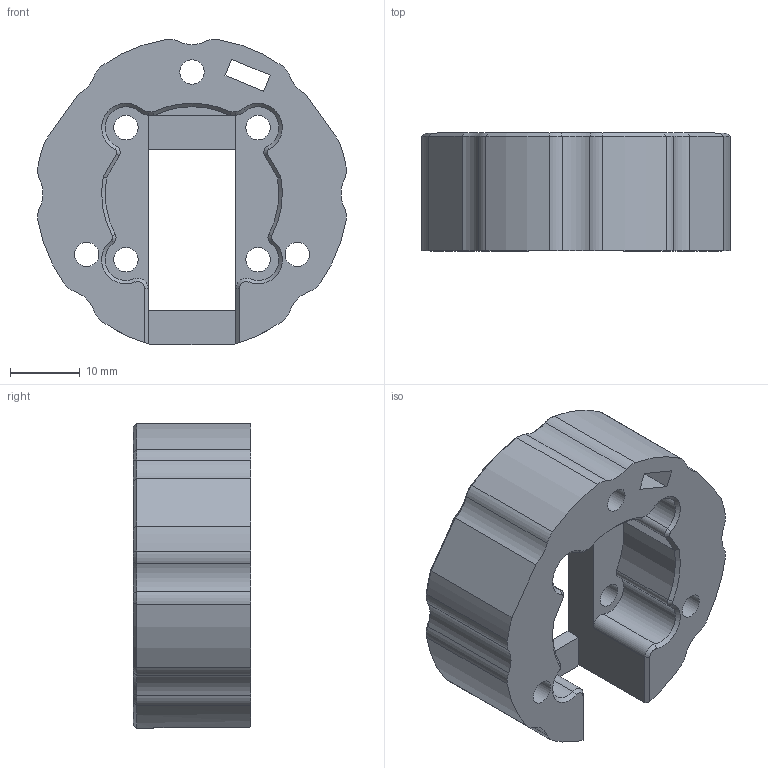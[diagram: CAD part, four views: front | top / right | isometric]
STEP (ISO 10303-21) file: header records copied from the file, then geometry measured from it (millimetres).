
FILE_DESCRIPTION(/* description */ (''),/* implementation_level */ '2;1');
FILE_NAME(/* name */ 'QC_MotorMount.step',/* time_stamp */ '2020-12-19T12:18:55+01:00',/* author */ (''),/* organization */ (''),/* preprocessor_version */ 'ST-DEVELOPER v18.1',/* originating_system */ 'Autodesk Translation Framework v9.7.1.1290',/* authorisation */ '');
FILE_SCHEMA (('AUTOMOTIVE_DESIGN { 1 0 10303 214 3 1 1 }'));
Length unit declared in the file: millimetre
Products named in the file (2): QuickRelease; MotorMount
Assembly tree (1 placements, depth 2):
  QuickRelease
    MotorMount
Bounding box: 44.43 x 16.95 x 43.97 mm (x, y, z)
Volume: 15255.5 mm3; surface area: 7220.2 mm2
Topology: 1 solids, 1 shells, 142 faces, 348 edges, 210 vertices
Faces by surface type: cylinder 52, cone 49, plane 41
Full cylindrical faces by diameter (mm): 3.5 x7, 5.6 x3
Entity records: 4263 total; most frequent: DIRECTION 784, CARTESIAN_POINT 739, ORIENTED_EDGE 696, EDGE_CURVE 348, AXIS2_PLACEMENT_3D 303, VERTEX_POINT 210, LINE 178, VECTOR 178
